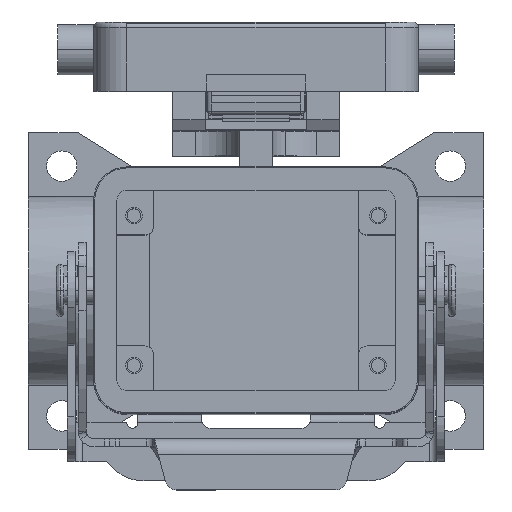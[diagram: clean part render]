
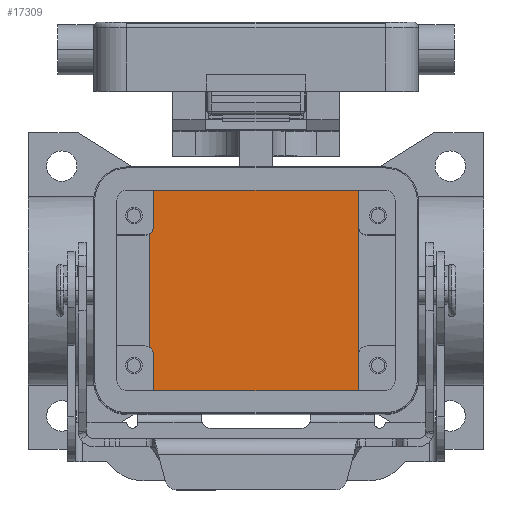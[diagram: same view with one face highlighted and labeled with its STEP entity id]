
A CAD part, top view. The second image highlights one B-rep face of the part: STEP entity #17309.
In plain terms, the highlighted planar face has unit normal (0, 0, 1).
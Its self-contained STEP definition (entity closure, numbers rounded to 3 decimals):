
#17236=CARTESIAN_POINT('',(0.0,0.,-62.0));
#17237=DIRECTION('',(0.0,0.0,1.0));
#17238=DIRECTION('',(1.0,0.0,0.0));
#17239=AXIS2_PLACEMENT_3D('',#17236,#17237,#17238);
#17240=PLANE('',#17239);
#17241=CARTESIAN_POINT('',(-19.25,10.201,-62.0));
#17242=VERTEX_POINT('',#17241);
#17243=CARTESIAN_POINT('',(-19.25,-10.201,-62.0));
#17244=VERTEX_POINT('',#17243);
#17245=CARTESIAN_POINT('',(-19.25,10.201,-62.0));
#17246=DIRECTION('',(0.0,-1.0,0.0));
#17247=VECTOR('',#17246,20.402);
#17248=LINE('',#17245,#17247);
#17249=EDGE_CURVE('',#17242,#17244,#17248,.T.);
#17250=ORIENTED_EDGE('',*,*,#17249,.T.);
#17251=CARTESIAN_POINT('',(-18.5,-11.5,-62.));
#17252=VERTEX_POINT('',#17251);
#17253=CARTESIAN_POINT('',(-20.0,-11.5,-62.0));
#17254=DIRECTION('',(0.0,0.0,-1.0));
#17255=DIRECTION('',(-1.0,0.0,0.0));
#17256=AXIS2_PLACEMENT_3D('',#17253,#17254,#17255);
#17257=CIRCLE('',#17256,1.5);
#17258=EDGE_CURVE('',#17244,#17252,#17257,.T.);
#17259=ORIENTED_EDGE('',*,*,#17258,.T.);
#17260=CARTESIAN_POINT('',(-18.5,-18.25,-62.));
#17261=VERTEX_POINT('',#17260);
#17262=CARTESIAN_POINT('',(-18.5,-11.5,-62.));
#17263=DIRECTION('',(0.0,-1.0,0.0));
#17264=VECTOR('',#17263,6.75);
#17265=LINE('',#17262,#17264);
#17266=EDGE_CURVE('',#17252,#17261,#17265,.T.);
#17267=ORIENTED_EDGE('',*,*,#17266,.T.);
#17268=CARTESIAN_POINT('',(18.5,-18.25,-62.));
#17269=VERTEX_POINT('',#17268);
#17270=CARTESIAN_POINT('',(-18.5,-18.25,-62.));
#17271=DIRECTION('',(1.0,0.0,0.0));
#17272=VECTOR('',#17271,37.0);
#17273=LINE('',#17270,#17272);
#17274=EDGE_CURVE('',#17261,#17269,#17273,.T.);
#17275=ORIENTED_EDGE('',*,*,#17274,.T.);
#17276=CARTESIAN_POINT('',(18.5,18.25,-62.));
#17277=VERTEX_POINT('',#17276);
#17278=CARTESIAN_POINT('',(18.5,-18.25,-62.));
#17279=DIRECTION('',(0.0,1.0,0.0));
#17280=VECTOR('',#17279,36.5);
#17281=LINE('',#17278,#17280);
#17282=EDGE_CURVE('',#17269,#17277,#17281,.T.);
#17283=ORIENTED_EDGE('',*,*,#17282,.T.);
#17284=CARTESIAN_POINT('',(-18.5,18.25,-62.));
#17285=VERTEX_POINT('',#17284);
#17286=CARTESIAN_POINT('',(18.5,18.25,-62.));
#17287=DIRECTION('',(-1.0,0.0,0.0));
#17288=VECTOR('',#17287,37.);
#17289=LINE('',#17286,#17288);
#17290=EDGE_CURVE('',#17277,#17285,#17289,.T.);
#17291=ORIENTED_EDGE('',*,*,#17290,.T.);
#17292=CARTESIAN_POINT('',(-18.5,11.5,-62.));
#17293=VERTEX_POINT('',#17292);
#17294=CARTESIAN_POINT('',(-18.5,18.25,-62.));
#17295=DIRECTION('',(0.0,-1.0,0.0));
#17296=VECTOR('',#17295,6.75);
#17297=LINE('',#17294,#17296);
#17298=EDGE_CURVE('',#17285,#17293,#17297,.T.);
#17299=ORIENTED_EDGE('',*,*,#17298,.T.);
#17300=CARTESIAN_POINT('',(-20.0,11.5,-62.0));
#17301=DIRECTION('',(0.0,0.0,-1.0));
#17302=DIRECTION('',(0.0,-1.0,0.0));
#17303=AXIS2_PLACEMENT_3D('',#17300,#17301,#17302);
#17304=CIRCLE('',#17303,1.5);
#17305=EDGE_CURVE('',#17293,#17242,#17304,.T.);
#17306=ORIENTED_EDGE('',*,*,#17305,.T.);
#17307=EDGE_LOOP('',(#17250,#17259,#17267,#17275,#17283,#17291,#17299,#17306));
#17308=FACE_OUTER_BOUND('',#17307,.T.);
#17309=ADVANCED_FACE('',(#17308),#17240,.T.);
